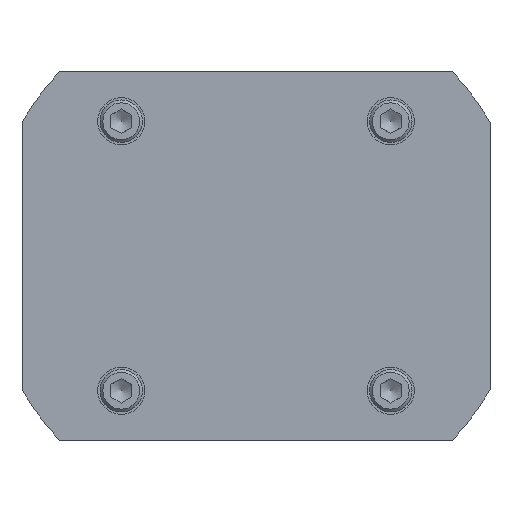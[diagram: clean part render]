
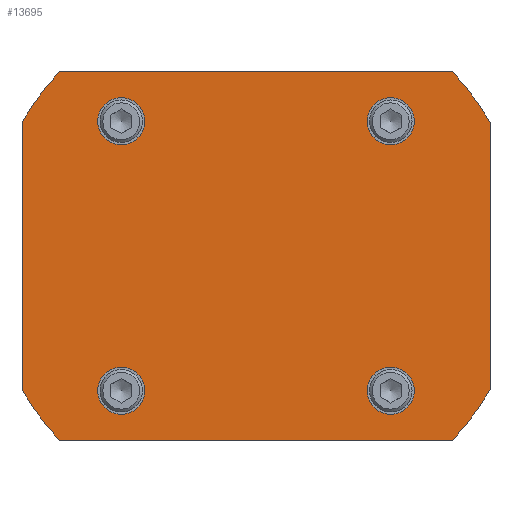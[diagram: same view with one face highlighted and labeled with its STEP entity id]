
A CAD part, front view. The second image highlights one B-rep face of the part: STEP entity #13695.
In plain terms, the highlighted planar face has unit normal (0, -1, 0).
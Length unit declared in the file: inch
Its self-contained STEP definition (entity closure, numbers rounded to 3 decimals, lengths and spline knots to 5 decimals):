
#12077=CARTESIAN_POINT('',(2.0625,0.0,1.17759));
#12078=VERTEX_POINT('',#12077);
#12087=CARTESIAN_POINT('',(2.0625,0.0,-1.17759));
#12088=VERTEX_POINT('',#12087);
#12089=CARTESIAN_POINT('',(2.0625,0.0,-1.17759));
#12090=DIRECTION('',(0.0,0.0,1.0));
#12091=VECTOR('',#12090,2.35518);
#12092=LINE('',#12089,#12091);
#12093=EDGE_CURVE('',#12088,#12078,#12092,.T.);
#12160=CARTESIAN_POINT('',(1.73205,0.0,-1.625));
#12161=VERTEX_POINT('',#12160);
#12170=CARTESIAN_POINT('',(-1.73205,0.0,-1.625));
#12171=VERTEX_POINT('',#12170);
#12172=CARTESIAN_POINT('',(-1.73205,0.0,-1.625));
#12173=DIRECTION('',(1.0,0.0,0.0));
#12174=VECTOR('',#12173,3.4641);
#12175=LINE('',#12172,#12174);
#12176=EDGE_CURVE('',#12171,#12161,#12175,.T.);
#12251=CARTESIAN_POINT('',(-2.0625,0.0,-1.17759));
#12252=VERTEX_POINT('',#12251);
#12261=CARTESIAN_POINT('',(-2.0625,0.0,1.17759));
#12262=VERTEX_POINT('',#12261);
#12263=CARTESIAN_POINT('',(-2.0625,0.0,1.17759));
#12264=DIRECTION('',(0.0,0.0,-1.0));
#12265=VECTOR('',#12264,2.35518);
#12266=LINE('',#12263,#12265);
#12267=EDGE_CURVE('',#12262,#12252,#12266,.T.);
#13378=CARTESIAN_POINT('',(-1.1875,0.0,0.98));
#13379=VERTEX_POINT('',#13378);
#13380=CARTESIAN_POINT('',(-1.1875,0.0,1.1875));
#13381=DIRECTION('',(0.0,1.0,0.0));
#13382=DIRECTION('',(0.0,0.0,-1.0));
#13383=AXIS2_PLACEMENT_3D('',#13380,#13381,#13382);
#13384=CIRCLE('',#13383,0.2075);
#13385=EDGE_CURVE('',#13379,#13379,#13384,.T.);
#13419=CARTESIAN_POINT('',(-0.98,0.0,-1.1875));
#13420=VERTEX_POINT('',#13419);
#13421=CARTESIAN_POINT('',(-1.1875,0.0,-1.1875));
#13422=DIRECTION('',(0.0,1.0,0.0));
#13423=DIRECTION('',(1.0,0.0,0.0));
#13424=AXIS2_PLACEMENT_3D('',#13421,#13422,#13423);
#13425=CIRCLE('',#13424,0.2075);
#13426=EDGE_CURVE('',#13420,#13420,#13425,.T.);
#13468=CARTESIAN_POINT('',(1.1875,0.0,-0.98));
#13469=VERTEX_POINT('',#13468);
#13470=CARTESIAN_POINT('',(1.1875,0.0,-1.1875));
#13471=DIRECTION('',(0.0,1.0,0.0));
#13472=DIRECTION('',(0.0,0.0,1.0));
#13473=AXIS2_PLACEMENT_3D('',#13470,#13471,#13472);
#13474=CIRCLE('',#13473,0.2075);
#13475=EDGE_CURVE('',#13469,#13469,#13474,.T.);
#13517=CARTESIAN_POINT('',(0.98,0.0,1.1875));
#13518=VERTEX_POINT('',#13517);
#13519=CARTESIAN_POINT('',(1.1875,0.0,1.1875));
#13520=DIRECTION('',(0.0,1.0,0.0));
#13521=DIRECTION('',(-1.0,0.0,0.0));
#13522=AXIS2_PLACEMENT_3D('',#13519,#13520,#13521);
#13523=CIRCLE('',#13522,0.2075);
#13524=EDGE_CURVE('',#13518,#13518,#13523,.T.);
#13537=CARTESIAN_POINT('',(1.73205,0.0,1.625));
#13538=VERTEX_POINT('',#13537);
#13547=CARTESIAN_POINT('',(0.0,0.0,0.0));
#13548=DIRECTION('',(0.0,-1.0,0.0));
#13549=DIRECTION('',(-0.729,0.0,-0.684));
#13550=AXIS2_PLACEMENT_3D('',#13547,#13548,#13549);
#13551=CIRCLE('',#13550,2.375);
#13552=EDGE_CURVE('',#12078,#13538,#13551,.T.);
#13570=CARTESIAN_POINT('',(-1.73205,0.0,1.625));
#13571=VERTEX_POINT('',#13570);
#13580=CARTESIAN_POINT('',(1.73205,0.0,1.625));
#13581=DIRECTION('',(-1.0,0.0,0.0));
#13582=VECTOR('',#13581,3.4641);
#13583=LINE('',#13580,#13582);
#13584=EDGE_CURVE('',#13538,#13571,#13583,.T.);
#13602=CARTESIAN_POINT('',(0.0,0.0,0.0));
#13603=DIRECTION('',(0.0,-1.,0.0));
#13604=DIRECTION('',(0.868,0.0,-0.496));
#13605=AXIS2_PLACEMENT_3D('',#13602,#13603,#13604);
#13606=CIRCLE('',#13605,2.375);
#13607=EDGE_CURVE('',#13571,#12262,#13606,.T.);
#13626=CARTESIAN_POINT('',(0.0,0.0,0.0));
#13627=DIRECTION('',(0.0,-1.0,0.0));
#13628=DIRECTION('',(0.729,0.0,0.684));
#13629=AXIS2_PLACEMENT_3D('',#13626,#13627,#13628);
#13630=CIRCLE('',#13629,2.375);
#13631=EDGE_CURVE('',#12252,#12171,#13630,.T.);
#13650=CARTESIAN_POINT('',(0.0,0.0,0.0));
#13651=DIRECTION('',(0.0,-1.,0.0));
#13652=DIRECTION('',(-0.868,0.0,0.496));
#13653=AXIS2_PLACEMENT_3D('',#13650,#13651,#13652);
#13654=CIRCLE('',#13653,2.375);
#13655=EDGE_CURVE('',#12161,#12088,#13654,.T.);
#13668=CARTESIAN_POINT('',(0.,0.0,0.));
#13669=DIRECTION('',(0.0,1.0,0.0));
#13670=DIRECTION('',(0.0,0.0,-1.0));
#13671=AXIS2_PLACEMENT_3D('',#13668,#13669,#13670);
#13672=PLANE('',#13671);
#13673=ORIENTED_EDGE('',*,*,#12093,.T.);
#13674=ORIENTED_EDGE('',*,*,#13552,.T.);
#13675=ORIENTED_EDGE('',*,*,#13584,.T.);
#13676=ORIENTED_EDGE('',*,*,#13607,.T.);
#13677=ORIENTED_EDGE('',*,*,#12267,.T.);
#13678=ORIENTED_EDGE('',*,*,#13631,.T.);
#13679=ORIENTED_EDGE('',*,*,#12176,.T.);
#13680=ORIENTED_EDGE('',*,*,#13655,.T.);
#13681=EDGE_LOOP('',(#13673,#13674,#13675,#13676,#13677,#13678,#13679,#13680));
#13682=FACE_OUTER_BOUND('',#13681,.T.);
#13683=ORIENTED_EDGE('',*,*,#13385,.T.);
#13684=EDGE_LOOP('',(#13683));
#13685=FACE_BOUND('',#13684,.T.);
#13686=ORIENTED_EDGE('',*,*,#13426,.T.);
#13687=EDGE_LOOP('',(#13686));
#13688=FACE_BOUND('',#13687,.T.);
#13689=ORIENTED_EDGE('',*,*,#13475,.T.);
#13690=EDGE_LOOP('',(#13689));
#13691=FACE_BOUND('',#13690,.T.);
#13692=ORIENTED_EDGE('',*,*,#13524,.T.);
#13693=EDGE_LOOP('',(#13692));
#13694=FACE_BOUND('',#13693,.T.);
#13695=ADVANCED_FACE('',(#13682,#13685,#13688,#13691,#13694),#13672,.F.);
